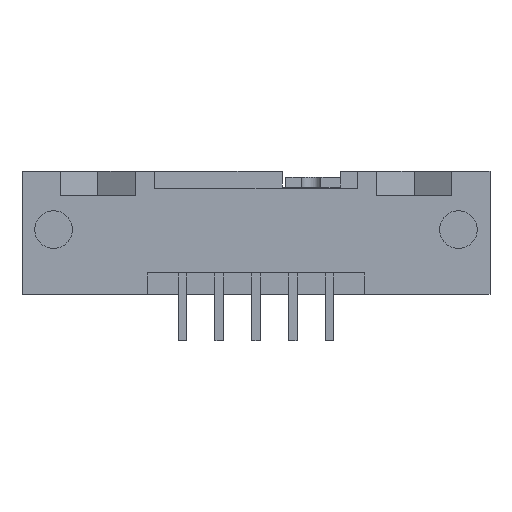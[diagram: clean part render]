
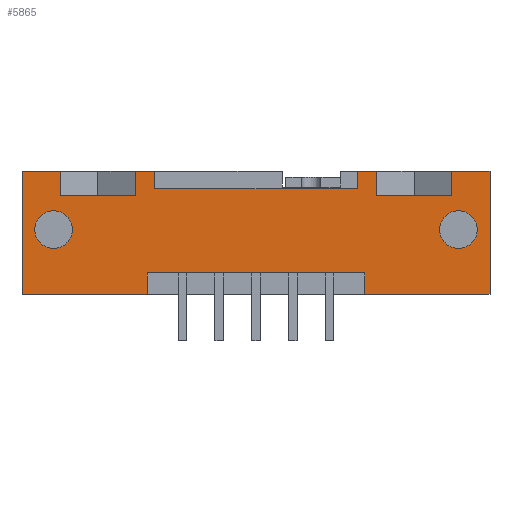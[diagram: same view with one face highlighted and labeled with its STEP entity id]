
A CAD part, front view. The second image highlights one B-rep face of the part: STEP entity #5865.
In plain terms, the highlighted planar face has unit normal (0, -1, 0).
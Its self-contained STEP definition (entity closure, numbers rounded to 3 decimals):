
#4394=CARTESIAN_POINT('',(13.52,-2.324,6.8));
#4395=VERTEX_POINT('',#4394);
#4404=CARTESIAN_POINT('',(13.52,-2.324,8.5));
#4405=VERTEX_POINT('',#4404);
#4406=CARTESIAN_POINT('',(13.52,-2.324,7.65));
#4407=DIRECTION('',(0.0,0.0,1.0));
#4408=VECTOR('',#4407,1.0);
#4409=LINE('',#4406,#4408);
#4410=EDGE_CURVE('n� 1756',#4395,#4405,#4409,.T.);
#4496=CARTESIAN_POINT('',(8.32,-2.324,6.8));
#4497=VERTEX_POINT('',#4496);
#4505=CARTESIAN_POINT('',(8.32,-2.324,8.5));
#4506=VERTEX_POINT('',#4505);
#4513=CARTESIAN_POINT('',(8.32,-2.324,7.65));
#4514=DIRECTION('',(0.0,0.0,-1.0));
#4515=VECTOR('',#4514,1.0);
#4516=LINE('',#4513,#4515);
#4517=EDGE_CURVE('n� 1695',#4506,#4497,#4516,.T.);
#4708=CARTESIAN_POINT('',(7.5,-2.324,1.48));
#4709=VERTEX_POINT('',#4708);
#4724=CARTESIAN_POINT('',(7.5,-2.324,0.0));
#4725=VERTEX_POINT('',#4724);
#4732=CARTESIAN_POINT('',(7.5,-2.324,0.74));
#4733=DIRECTION('',(-0.0,0.0,1.0));
#4734=VECTOR('',#4733,1.0);
#4735=LINE('',#4732,#4734);
#4736=EDGE_CURVE('n� 1501',#4725,#4709,#4735,.T.);
#4748=CARTESIAN_POINT('',(-7.5,-2.324,0.0));
#4749=VERTEX_POINT('',#4748);
#4764=CARTESIAN_POINT('',(-7.5,-2.324,1.48));
#4765=VERTEX_POINT('',#4764);
#4772=CARTESIAN_POINT('',(-7.5,-2.324,0.74));
#4773=DIRECTION('',(0.0,0.0,-1.0));
#4774=VECTOR('',#4773,1.0);
#4775=LINE('',#4772,#4774);
#4776=EDGE_CURVE('n� 1480',#4765,#4749,#4775,.T.);
#4940=CARTESIAN_POINT('',(7.,-2.324,8.5));
#4941=VERTEX_POINT('',#4940);
#4956=CARTESIAN_POINT('',(7.,-2.324,7.3));
#4957=VERTEX_POINT('',#4956);
#4964=CARTESIAN_POINT('',(7.,-2.324,7.9));
#4965=DIRECTION('',(0.0,0.0,1.0));
#4966=VECTOR('',#4965,1.0);
#4967=LINE('',#4964,#4966);
#4968=EDGE_CURVE('n� 1299',#4957,#4941,#4967,.T.);
#5204=CARTESIAN_POINT('',(16.15,-2.324,8.5));
#5205=VERTEX_POINT('',#5204);
#5212=CARTESIAN_POINT('',(16.15,-2.324,0.0));
#5213=VERTEX_POINT('',#5212);
#5214=CARTESIAN_POINT('',(16.15,-2.324,4.25));
#5215=DIRECTION('',(0.0,0.0,1.0));
#5216=VECTOR('',#5215,1.0);
#5217=LINE('',#5214,#5216);
#5218=EDGE_CURVE('n� 353',#5213,#5205,#5217,.T.);
#5245=CARTESIAN_POINT('',(0.,-2.324,8.5));
#5246=DIRECTION('',(1.0,0.0,0.0));
#5247=VECTOR('',#5246,1.0);
#5248=LINE('',#5245,#5247);
#5249=EDGE_CURVE('n� 996',#4941,#4506,#5248,.T.);
#5255=CARTESIAN_POINT('',(0.,-2.324,8.5));
#5256=DIRECTION('',(-1.0,0.0,0.0));
#5257=VECTOR('',#5256,1.0);
#5258=LINE('',#5255,#5257);
#5259=EDGE_CURVE('n� 352',#5205,#4405,#5258,.T.);
#5277=CARTESIAN_POINT('',(0.,-2.324,6.8));
#5278=DIRECTION('',(-1.0,0.0,0.0));
#5279=VECTOR('',#5278,1.0);
#5280=LINE('',#5277,#5279);
#5281=EDGE_CURVE('n� 350',#4395,#4497,#5280,.T.);
#5299=CARTESIAN_POINT('',(0.,-2.324,0.0));
#5300=DIRECTION('',(1.0,-0.0,0.0));
#5301=VECTOR('',#5300,1.0);
#5302=LINE('',#5299,#5301);
#5303=EDGE_CURVE('n� 354',#4725,#5213,#5302,.T.);
#5308=CARTESIAN_POINT('',(-16.15,-2.324,0.0));
#5309=VERTEX_POINT('',#5308);
#5310=CARTESIAN_POINT('',(0.,-2.324,0.0));
#5311=DIRECTION('',(1.0,0.0,0.0));
#5312=VECTOR('',#5311,1.0);
#5313=LINE('',#5310,#5312);
#5314=EDGE_CURVE('n� 338',#5309,#4749,#5313,.T.);
#5415=CARTESIAN_POINT('',(0.,-2.324,1.48));
#5416=DIRECTION('',(1.0,0.0,0.0));
#5417=VECTOR('',#5416,1.0);
#5418=LINE('',#5415,#5417);
#5419=EDGE_CURVE('n� 336',#4765,#4709,#5418,.T.);
#5432=CARTESIAN_POINT('',(-13.97,-2.324,5.77));
#5433=VERTEX_POINT('',#5432);
#5434=CARTESIAN_POINT('',(-13.97,-2.324,4.47));
#5435=DIRECTION('',(0.0,1.0,0.0));
#5436=DIRECTION('',(0.0,-0.0,1.0));
#5437=AXIS2_PLACEMENT_3D('',#5434,#5435,#5436);
#5438=CIRCLE('',#5437,1.3);
#5439=EDGE_CURVE('n� 335',#5433,#5433,#5438,.T.);
#5452=CARTESIAN_POINT('',(13.97,-2.324,5.77));
#5453=VERTEX_POINT('',#5452);
#5454=CARTESIAN_POINT('',(13.97,-2.324,4.47));
#5455=DIRECTION('',(0.0,1.0,0.0));
#5456=DIRECTION('',(0.0,-0.0,1.0));
#5457=AXIS2_PLACEMENT_3D('',#5454,#5455,#5456);
#5458=CIRCLE('',#5457,1.3);
#5459=EDGE_CURVE('n� 334',#5453,#5453,#5458,.T.);
#5472=CARTESIAN_POINT('',(-13.52,-2.324,6.8));
#5473=VERTEX_POINT('',#5472);
#5482=CARTESIAN_POINT('',(-8.32,-2.324,6.8));
#5483=VERTEX_POINT('',#5482);
#5484=CARTESIAN_POINT('',(0.,-2.324,6.8));
#5485=DIRECTION('',(-1.0,0.0,0.0));
#5486=VECTOR('',#5485,1.0);
#5487=LINE('',#5484,#5486);
#5488=EDGE_CURVE('n� 342',#5483,#5473,#5487,.T.);
#5529=CARTESIAN_POINT('',(-7.,-2.324,7.3));
#5530=VERTEX_POINT('',#5529);
#5537=CARTESIAN_POINT('',(0.,-2.324,7.3));
#5538=DIRECTION('',(-1.0,0.0,0.0));
#5539=VECTOR('',#5538,1.0);
#5540=LINE('',#5537,#5539);
#5541=EDGE_CURVE('n� 346',#4957,#5530,#5540,.T.);
#5777=CARTESIAN_POINT('',(-16.15,-2.324,8.5));
#5778=VERTEX_POINT('',#5777);
#5787=CARTESIAN_POINT('',(-16.15,-2.324,4.25));
#5788=DIRECTION('',(0.0,0.0,-1.0));
#5789=VECTOR('',#5788,1.0);
#5790=LINE('',#5787,#5789);
#5791=EDGE_CURVE('n� 339',#5778,#5309,#5790,.T.);
#5801=ORIENTED_EDGE('',*,*,#5459,.T.);
#5802=EDGE_LOOP('',(#5801));
#5803=FACE_OUTER_BOUND('',#5802,.T.);
#5804=ORIENTED_EDGE('',*,*,#5439,.T.);
#5805=EDGE_LOOP('',(#5804));
#5806=FACE_BOUND('',#5805,.T.);
#5807=ORIENTED_EDGE('',*,*,#4776,.F.);
#5808=ORIENTED_EDGE('',*,*,#5419,.T.);
#5809=ORIENTED_EDGE('',*,*,#4736,.F.);
#5810=ORIENTED_EDGE('',*,*,#5303,.T.);
#5811=ORIENTED_EDGE('',*,*,#5218,.T.);
#5812=ORIENTED_EDGE('',*,*,#5259,.T.);
#5813=ORIENTED_EDGE('',*,*,#4410,.F.);
#5814=ORIENTED_EDGE('',*,*,#5281,.T.);
#5815=ORIENTED_EDGE('',*,*,#4517,.F.);
#5816=ORIENTED_EDGE('',*,*,#5249,.F.);
#5817=ORIENTED_EDGE('',*,*,#4968,.F.);
#5818=ORIENTED_EDGE('',*,*,#5541,.T.);
#5819=CARTESIAN_POINT('',(-7.,-2.324,8.5));
#5820=VERTEX_POINT('',#5819);
#5821=CARTESIAN_POINT('',(-7.,-2.324,7.9));
#5822=DIRECTION('',(0.0,0.0,-1.0));
#5823=VECTOR('',#5822,1.0);
#5824=LINE('',#5821,#5823);
#5825=EDGE_CURVE('n� 229',#5820,#5530,#5824,.T.);
#5826=ORIENTED_EDGE('',*,*,#5825,.F.);
#5827=CARTESIAN_POINT('',(-8.32,-2.324,8.5));
#5828=VERTEX_POINT('',#5827);
#5829=CARTESIAN_POINT('',(0.,-2.324,8.5));
#5830=DIRECTION('',(-1.0,0.0,0.0));
#5831=VECTOR('',#5830,1.0);
#5832=LINE('',#5829,#5831);
#5833=EDGE_CURVE('n� 344',#5820,#5828,#5832,.T.);
#5834=ORIENTED_EDGE('',*,*,#5833,.T.);
#5835=CARTESIAN_POINT('',(-8.32,-2.324,7.65));
#5836=DIRECTION('',(0.0,0.0,1.0));
#5837=VECTOR('',#5836,1.0);
#5838=LINE('',#5835,#5837);
#5839=EDGE_CURVE('n� 249',#5483,#5828,#5838,.T.);
#5840=ORIENTED_EDGE('',*,*,#5839,.F.);
#5841=ORIENTED_EDGE('',*,*,#5488,.T.);
#5842=CARTESIAN_POINT('',(-13.52,-2.324,8.5));
#5843=VERTEX_POINT('',#5842);
#5844=CARTESIAN_POINT('',(-13.52,-2.324,7.65));
#5845=DIRECTION('',(0.0,0.0,-1.0));
#5846=VECTOR('',#5845,1.0);
#5847=LINE('',#5844,#5846);
#5848=EDGE_CURVE('n� 314',#5843,#5473,#5847,.T.);
#5849=ORIENTED_EDGE('',*,*,#5848,.F.);
#5850=CARTESIAN_POINT('',(0.,-2.324,8.5));
#5851=DIRECTION('',(1.0,0.0,0.0));
#5852=VECTOR('',#5851,1.0);
#5853=LINE('',#5850,#5852);
#5854=EDGE_CURVE('n� 77',#5778,#5843,#5853,.T.);
#5855=ORIENTED_EDGE('',*,*,#5854,.F.);
#5856=ORIENTED_EDGE('',*,*,#5791,.T.);
#5857=ORIENTED_EDGE('',*,*,#5314,.T.);
#5858=EDGE_LOOP('',(
    #5807,#5808,#5809,#5810,#5811,#5812,#5813,#5814,#5815,#5816,
    #5817,#5818,#5826,#5834,#5840,#5841,#5849,#5855,#5856,#5857));
#5859=FACE_BOUND('',#5858,.T.);
#5860=CARTESIAN_POINT('',(-16.15,-2.324,0.0));
#5861=DIRECTION('',(0.0,-1.0,0.0));
#5862=DIRECTION('',(1.0,0.0,0.0));
#5863=AXIS2_PLACEMENT_3D('',#5860,#5861,#5862);
#5864=PLANE('',#5863);
#5865=ADVANCED_FACE('n� 329',(#5803,#5806,#5859),#5864,.T.);
